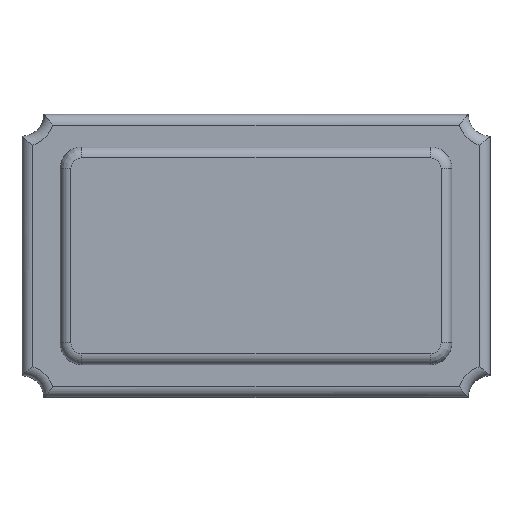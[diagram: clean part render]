
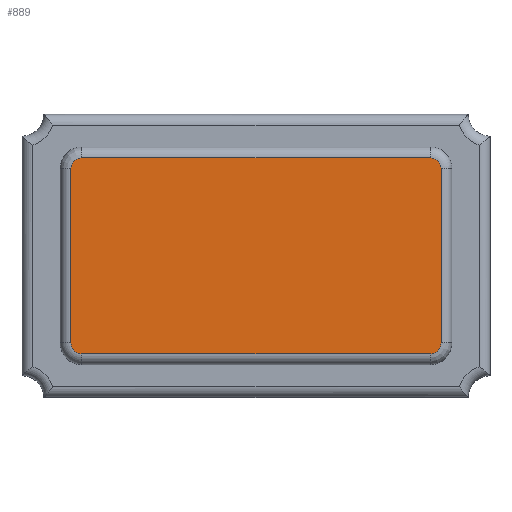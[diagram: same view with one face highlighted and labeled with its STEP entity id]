
A CAD part, top view. The second image highlights one B-rep face of the part: STEP entity #889.
In plain terms, the highlighted free-form (B-spline) face has degree [1, 1] with [2, 2] control points.
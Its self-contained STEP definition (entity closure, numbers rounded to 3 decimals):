
#416=CARTESIAN_POINT('',(-0.85,-0.4,0.6));
#417=VERTEX_POINT('',#416);
#425=CARTESIAN_POINT('',(-0.85,0.4,0.6));
#426=VERTEX_POINT('',#425);
#427=CARTESIAN_POINT('',(-0.85,-0.4,0.6));
#428=DIRECTION('',(0.0,1.0,0.0));
#429=VECTOR('',#428,0.8);
#430=LINE('',#427,#429);
#431=EDGE_CURVE('',#417,#426,#430,.T.);
#458=CARTESIAN_POINT('',(-0.8,-0.45,0.6));
#459=VERTEX_POINT('',#458);
#467=CARTESIAN_POINT('',(-0.8,-0.4,0.6));
#468=DIRECTION('',(0.0,0.0,-1.0));
#469=DIRECTION('',(-0.707,-0.707,0.0));
#470=AXIS2_PLACEMENT_3D('',#467,#468,#469);
#471=CIRCLE('',#470,0.05);
#472=EDGE_CURVE('',#459,#417,#471,.T.);
#538=CARTESIAN_POINT('',(-0.8,0.45,0.6));
#539=VERTEX_POINT('',#538);
#557=CARTESIAN_POINT('',(-0.8,0.4,0.6));
#558=DIRECTION('',(0.0,0.0,-1.0));
#559=DIRECTION('',(-0.707,0.707,0.0));
#560=AXIS2_PLACEMENT_3D('',#557,#558,#559);
#561=CIRCLE('',#560,0.05);
#562=EDGE_CURVE('',#426,#539,#561,.T.);
#574=CARTESIAN_POINT('',(0.8,-0.45,0.6));
#575=VERTEX_POINT('',#574);
#583=CARTESIAN_POINT('',(0.8,-0.45,0.6));
#584=DIRECTION('',(-1.0,0.0,0.0));
#585=VECTOR('',#584,1.6);
#586=LINE('',#583,#585);
#587=EDGE_CURVE('',#575,#459,#586,.T.);
#604=CARTESIAN_POINT('',(0.8,0.45,0.6));
#605=VERTEX_POINT('',#604);
#622=CARTESIAN_POINT('',(-0.8,0.45,0.6));
#623=DIRECTION('',(1.0,0.0,0.0));
#624=VECTOR('',#623,1.6);
#625=LINE('',#622,#624);
#626=EDGE_CURVE('',#539,#605,#625,.T.);
#686=CARTESIAN_POINT('',(0.85,-0.4,0.6));
#687=VERTEX_POINT('',#686);
#695=CARTESIAN_POINT('',(0.8,-0.4,0.6));
#696=DIRECTION('',(0.0,0.0,-1.0));
#697=DIRECTION('',(0.707,-0.707,0.0));
#698=AXIS2_PLACEMENT_3D('',#695,#696,#697);
#699=CIRCLE('',#698,0.05);
#700=EDGE_CURVE('',#687,#575,#699,.T.);
#718=CARTESIAN_POINT('',(0.85,0.4,0.6));
#719=VERTEX_POINT('',#718);
#737=CARTESIAN_POINT('',(0.8,0.4,0.6));
#738=DIRECTION('',(0.0,0.0,-1.0));
#739=DIRECTION('',(0.707,0.707,0.0));
#740=AXIS2_PLACEMENT_3D('',#737,#738,#739);
#741=CIRCLE('',#740,0.05);
#742=EDGE_CURVE('',#605,#719,#741,.T.);
#760=CARTESIAN_POINT('',(0.85,0.4,0.6));
#761=DIRECTION('',(0.0,-1.0,0.0));
#762=VECTOR('',#761,0.8);
#763=LINE('',#760,#762);
#764=EDGE_CURVE('',#719,#687,#763,.T.);
#874=CARTESIAN_POINT('',(0.85,0.45,0.6));
#875=CARTESIAN_POINT('',(-0.85,0.45,0.6));
#876=CARTESIAN_POINT('',(0.85,-0.45,0.6));
#877=CARTESIAN_POINT('',(-0.85,-0.45,0.6));
#878=B_SPLINE_SURFACE_WITH_KNOTS('',1,1,((#874,#876),(#875,#877)),.UNSPECIFIED.,.F.,.F.,.U.,(2,2),(2,2),(0.0,1.7),(0.0,0.9),.UNSPECIFIED.);
#879=ORIENTED_EDGE('',*,*,#431,.F.);
#880=ORIENTED_EDGE('',*,*,#472,.F.);
#881=ORIENTED_EDGE('',*,*,#587,.F.);
#882=ORIENTED_EDGE('',*,*,#700,.F.);
#883=ORIENTED_EDGE('',*,*,#764,.F.);
#884=ORIENTED_EDGE('',*,*,#742,.F.);
#885=ORIENTED_EDGE('',*,*,#626,.F.);
#886=ORIENTED_EDGE('',*,*,#562,.F.);
#887=EDGE_LOOP('',(#879,#880,#881,#882,#883,#884,#885,#886));
#888=FACE_OUTER_BOUND('',#887,.T.);
#889=ADVANCED_FACE('',(#888),#878,.T.);
